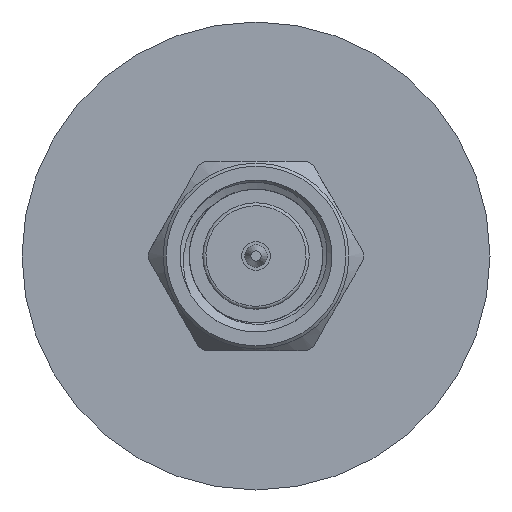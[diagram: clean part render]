
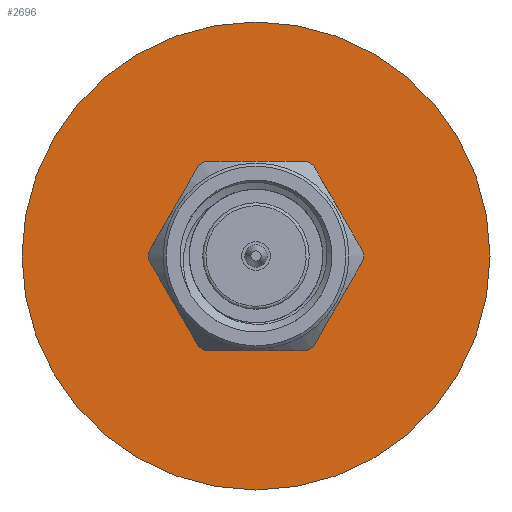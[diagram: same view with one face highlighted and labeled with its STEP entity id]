
A CAD part, left-side view. The second image highlights one B-rep face of the part: STEP entity #2696.
In plain terms, the highlighted planar face has unit normal (-1, 0, 0).
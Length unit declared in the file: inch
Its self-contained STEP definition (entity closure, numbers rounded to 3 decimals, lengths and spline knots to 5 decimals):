
#44 = ORIENTED_EDGE ( 'NONE', *, *, #3912, .T. ) ;
#383 = VERTEX_POINT ( 'NONE', #3286 ) ;
#483 = DIRECTION ( 'NONE',  ( -1., 0., 0. ) ) ;
#574 = AXIS2_PLACEMENT_3D ( 'NONE', #3936, #2782, #774 ) ;
#774 = DIRECTION ( 'NONE',  ( 0., 1., 0. ) ) ;
#985 = CARTESIAN_POINT ( 'NONE',  ( 0.03395, 0., 0. ) ) ;
#1003 = CIRCLE ( 'NONE', #1679, 0.14712 ) ;
#1135 = CARTESIAN_POINT ( 'NONE',  ( 0.03395, 0.14712, 0. ) ) ;
#1631 = EDGE_LOOP ( 'NONE', ( #4917 ) ) ;
#1679 = AXIS2_PLACEMENT_3D ( 'NONE', #4820, #3113, #5199 ) ;
#1702 = DIRECTION ( 'NONE',  ( 0., -1., 0. ) ) ;
#2301 = PLANE ( 'NONE',  #574 ) ;
#2355 = FACE_OUTER_BOUND ( 'NONE', #4297, .T. ) ;
#2437 = CIRCLE ( 'NONE', #4483, 0.385 ) ;
#2682 = EDGE_CURVE ( 'NONE', #4780, #4780, #1003, .T. ) ;
#2696 = ADVANCED_FACE ( 'NONE', ( #4333, #2355 ), #2301, .F. ) ;
#2782 = DIRECTION ( 'NONE',  ( 1., 0., 0. ) ) ;
#3113 = DIRECTION ( 'NONE',  ( -1., 0., 0. ) ) ;
#3286 = CARTESIAN_POINT ( 'NONE',  ( 0.03395, -0.385, 0. ) ) ;
#3912 = EDGE_CURVE ( 'NONE', #383, #383, #2437, .T. ) ;
#3936 = CARTESIAN_POINT ( 'NONE',  ( 0.03395, 0.385, 0. ) ) ;
#4297 = EDGE_LOOP ( 'NONE', ( #44 ) ) ;
#4333 = FACE_BOUND ( 'NONE', #1631, .T. ) ;
#4483 = AXIS2_PLACEMENT_3D ( 'NONE', #985, #483, #1702 ) ;
#4780 = VERTEX_POINT ( 'NONE', #1135 ) ;
#4820 = CARTESIAN_POINT ( 'NONE',  ( 0.03395, 0., 0. ) ) ;
#4917 = ORIENTED_EDGE ( 'NONE', *, *, #2682, .F. ) ;
#5199 = DIRECTION ( 'NONE',  ( 0., 1., 0. ) ) ;
